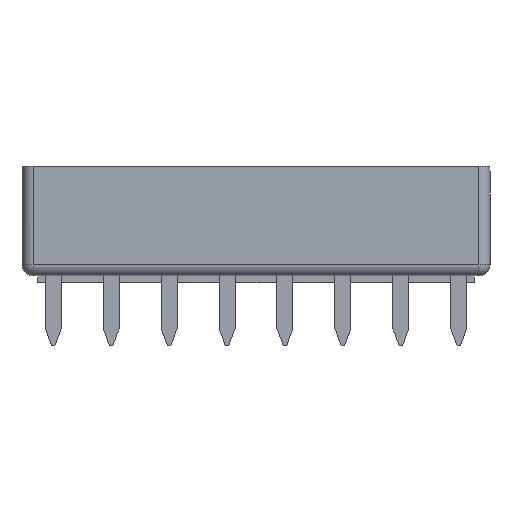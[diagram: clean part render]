
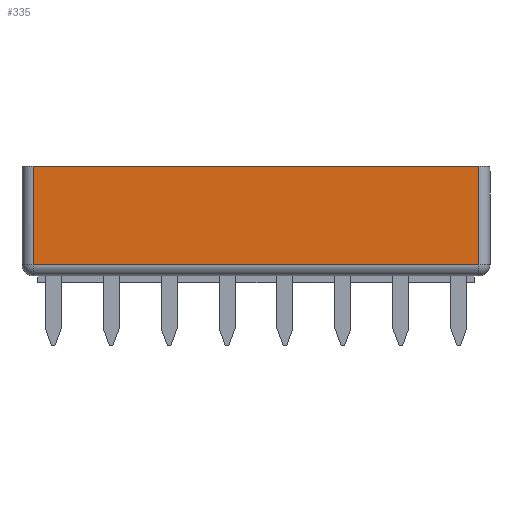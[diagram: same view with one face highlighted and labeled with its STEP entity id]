
A CAD part, front view. The second image highlights one B-rep face of the part: STEP entity #335.
In plain terms, the highlighted planar face has unit normal (0, -1, 0).
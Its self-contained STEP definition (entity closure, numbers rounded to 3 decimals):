
#335=ADVANCED_FACE('',(#9054),#9056,.T.);
#9054=FACE_BOUND('',#9055,.T.);
#9055=EDGE_LOOP('',(#15944,#15945,#15946,#15947));
#9056=PLANE('',#9057);
#9057=AXIS2_PLACEMENT_3D('',#9058,#9059,#9060);
#9058=CARTESIAN_POINT('',(19.15,-1.19,0.3));
#9059=DIRECTION('',(0.,-1.,0.));
#9060=DIRECTION('',(0.,0.,1.));
#15944=ORIENTED_EDGE('',*,*,#20224,.T.);
#15945=ORIENTED_EDGE('',*,*,#20225,.T.);
#15946=ORIENTED_EDGE('',*,*,#20226,.F.);
#15947=ORIENTED_EDGE('',*,*,#20227,.F.);
#20224=EDGE_CURVE('',#22511,#22512,#22513,.T.);
#20225=EDGE_CURVE('',#22512,#22514,#22515,.T.);
#20226=EDGE_CURVE('',#22516,#22514,#22517,.T.);
#20227=EDGE_CURVE('',#22511,#22516,#22518,.T.);
#22511=VERTEX_POINT('',#26201);
#22512=VERTEX_POINT('',#26202);
#22513=LINE('',#26203,#26204);
#22514=VERTEX_POINT('',#26206);
#22515=LINE('',#26207,#26208);
#22516=VERTEX_POINT('',#26210);
#22517=LINE('',#26211,#26212);
#22518=LINE('',#26214,#26215);
#26201=CARTESIAN_POINT('',(18.65,-1.19,0.8));
#26202=CARTESIAN_POINT('',(18.65,-1.19,5.1));
#26203=CARTESIAN_POINT('',(18.65,-1.19,0.8));
#26204=VECTOR('',#26205,1.);
#26205=DIRECTION('',(0.,0.,1.));
#26206=CARTESIAN_POINT('',(-0.87,-1.19,5.1));
#26207=CARTESIAN_POINT('',(18.65,-1.19,5.1));
#26208=VECTOR('',#26209,1.);
#26209=DIRECTION('',(-1.,0.,0.));
#26210=CARTESIAN_POINT('',(-0.87,-1.19,0.8));
#26211=CARTESIAN_POINT('',(-0.87,-1.19,0.8));
#26212=VECTOR('',#26213,1.);
#26213=DIRECTION('',(0.,0.,1.));
#26214=CARTESIAN_POINT('',(18.65,-1.19,0.8));
#26215=VECTOR('',#26216,1.);
#26216=DIRECTION('',(-1.,0.,0.));
